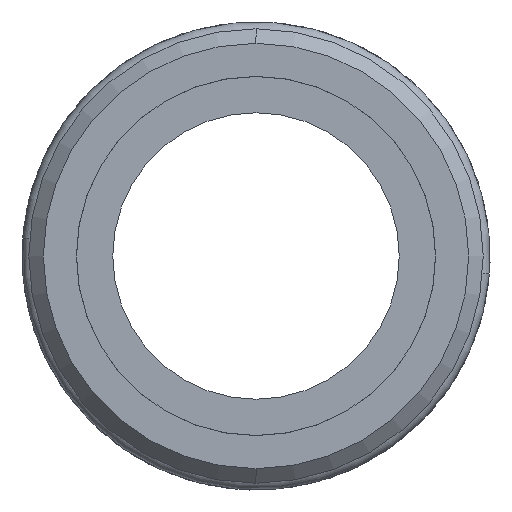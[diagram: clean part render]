
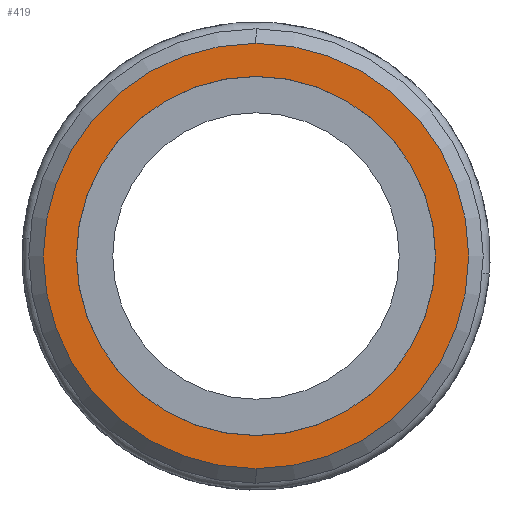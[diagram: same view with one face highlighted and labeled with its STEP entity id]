
A CAD part, front view. The second image highlights one B-rep face of the part: STEP entity #419.
In plain terms, the highlighted planar face has unit normal (0, -1, 0).
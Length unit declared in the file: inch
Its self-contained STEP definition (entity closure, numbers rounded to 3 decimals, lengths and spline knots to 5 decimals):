
#116 = DIRECTION ( 'NONE',  ( 0., 0., -1. ) ) ;
#149 = EDGE_CURVE ( 'NONE', #505, #2492, #2532, .T. ) ;
#280 = CARTESIAN_POINT ( 'NONE',  ( 0., -1., 0. ) ) ;
#349 = EDGE_CURVE ( 'NONE', #2492, #505, #1384, .T. ) ;
#393 = AXIS2_PLACEMENT_3D ( 'NONE', #280, #1289, #116 ) ;
#407 = FACE_OUTER_BOUND ( 'NONE', #666, .T. ) ;
#410 = CARTESIAN_POINT ( 'NONE',  ( 0., -1., 0. ) ) ;
#419 = ADVANCED_FACE ( 'NONE', ( #407, #897 ), #1303, .T. ) ;
#505 = VERTEX_POINT ( 'NONE', #2044 ) ;
#569 = CIRCLE ( 'NONE', #3776, 0.49375 ) ;
#666 = EDGE_LOOP ( 'NONE', ( #2063, #2790 ) ) ;
#708 = DIRECTION ( 'NONE',  ( 0., -1., 0. ) ) ;
#897 = FACE_BOUND ( 'NONE', #2894, .T. ) ;
#1065 = EDGE_CURVE ( 'NONE', #1786, #1879, #3367, .T. ) ;
#1289 = DIRECTION ( 'NONE',  ( 0., -1., 0. ) ) ;
#1303 = PLANE ( 'NONE',  #1887 ) ;
#1322 = DIRECTION ( 'NONE',  ( 0., -1., 0. ) ) ;
#1384 = CIRCLE ( 'NONE', #2017, 0.585 ) ;
#1513 = CARTESIAN_POINT ( 'NONE',  ( 0.585, -1., 0. ) ) ;
#1768 = CARTESIAN_POINT ( 'NONE',  ( 0., -1., 0.49375 ) ) ;
#1786 = VERTEX_POINT ( 'NONE', #2543 ) ;
#1879 = VERTEX_POINT ( 'NONE', #1768 ) ;
#1887 = AXIS2_PLACEMENT_3D ( 'NONE', #1513, #708, #2671 ) ;
#1947 = DIRECTION ( 'NONE',  ( 0., 0., -1. ) ) ;
#2017 = AXIS2_PLACEMENT_3D ( 'NONE', #3762, #3012, #3582 ) ;
#2044 = CARTESIAN_POINT ( 'NONE',  ( 0., -1., 0.585 ) ) ;
#2063 = ORIENTED_EDGE ( 'NONE', *, *, #149, .T. ) ;
#2139 = AXIS2_PLACEMENT_3D ( 'NONE', #410, #2752, #3320 ) ;
#2307 = EDGE_CURVE ( 'NONE', #1879, #1786, #569, .T. ) ;
#2401 = ORIENTED_EDGE ( 'NONE', *, *, #2307, .F. ) ;
#2492 = VERTEX_POINT ( 'NONE', #2999 ) ;
#2517 = ORIENTED_EDGE ( 'NONE', *, *, #1065, .F. ) ;
#2532 = CIRCLE ( 'NONE', #393, 0.585 ) ;
#2543 = CARTESIAN_POINT ( 'NONE',  ( 0., -1., -0.49375 ) ) ;
#2671 = DIRECTION ( 'NONE',  ( 0., 0., -1. ) ) ;
#2752 = DIRECTION ( 'NONE',  ( 0., -1., 0. ) ) ;
#2790 = ORIENTED_EDGE ( 'NONE', *, *, #349, .T. ) ;
#2808 = CARTESIAN_POINT ( 'NONE',  ( 0., -1., 0. ) ) ;
#2894 = EDGE_LOOP ( 'NONE', ( #2517, #2401 ) ) ;
#2999 = CARTESIAN_POINT ( 'NONE',  ( 0., -1., -0.585 ) ) ;
#3012 = DIRECTION ( 'NONE',  ( 0., -1., 0. ) ) ;
#3320 = DIRECTION ( 'NONE',  ( 0., 0., -1. ) ) ;
#3367 = CIRCLE ( 'NONE', #2139, 0.49375 ) ;
#3582 = DIRECTION ( 'NONE',  ( 0., 0., -1. ) ) ;
#3762 = CARTESIAN_POINT ( 'NONE',  ( 0., -1., 0. ) ) ;
#3776 = AXIS2_PLACEMENT_3D ( 'NONE', #2808, #1322, #1947 ) ;
